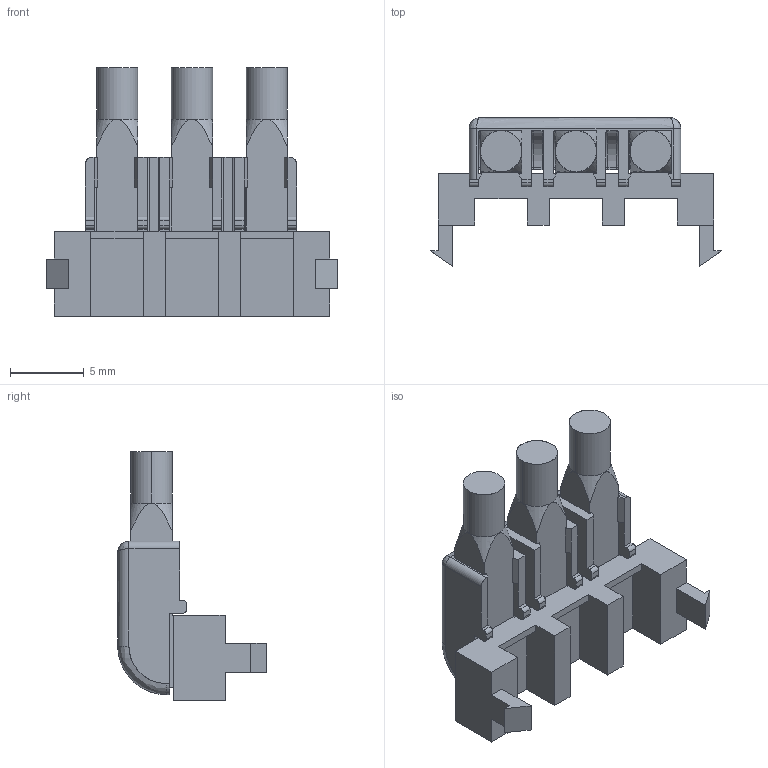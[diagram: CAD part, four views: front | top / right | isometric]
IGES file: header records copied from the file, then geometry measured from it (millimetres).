
Start section: SolidWorks IGES file using analytic representation for surfaces
Global section: file name: RLP3-200-500.IGS; native system: SolidWorks 2012; preprocessor: SolidWorks 2012; author: sraja; date: 120829.100146; units: inch
Bounding box: 19.72 x 10.09 x 16.9 mm (x, y, z)
Surface area: 1655.2 mm2 (no closed solid volume)
Topology: 0 solids, 0 shells, 203 faces, 1658 edges, 1656 vertices
Faces by surface type: bspline 134, revolution 69
